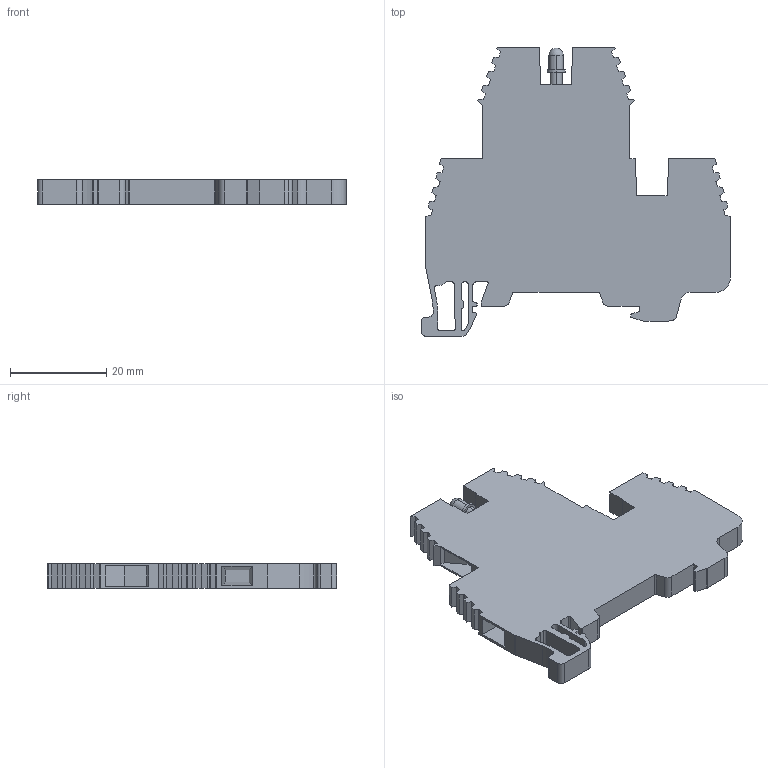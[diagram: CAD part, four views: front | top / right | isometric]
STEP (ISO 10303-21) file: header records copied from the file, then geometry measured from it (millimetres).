
FILE_DESCRIPTION (( 'STEP AP214' ), '1' );
FILE_NAME ('KN-D12LED-110DC.step', '2015-05-04T11:24:52', ( '' ), ( '' ), 'SwSTEP 2.0', 'SolidWorks 2014', '' );
FILE_SCHEMA (( 'AUTOMOTIVE_DESIGN' ));
Length unit declared in the file: millimetre
Products named in the file (1): KN-D12LED-110DC
Bounding box: 64.03 x 60 x 5 mm (x, y, z)
Volume: 11403 mm3; surface area: 7123.3 mm2
Topology: 3 solids, 3 shells, 250 faces, 706 edges, 468 vertices
Faces by surface type: plane 200, cylinder 49, sphere 1
Entity records: 10725 total; most frequent: CARTESIAN_POINT 1420, ORIENTED_EDGE 1406, DIRECTION 1303, EDGE_CURVE 703, VECTOR 605, LINE 605, VERTEX_POINT 466, AXIS2_PLACEMENT_3D 349
